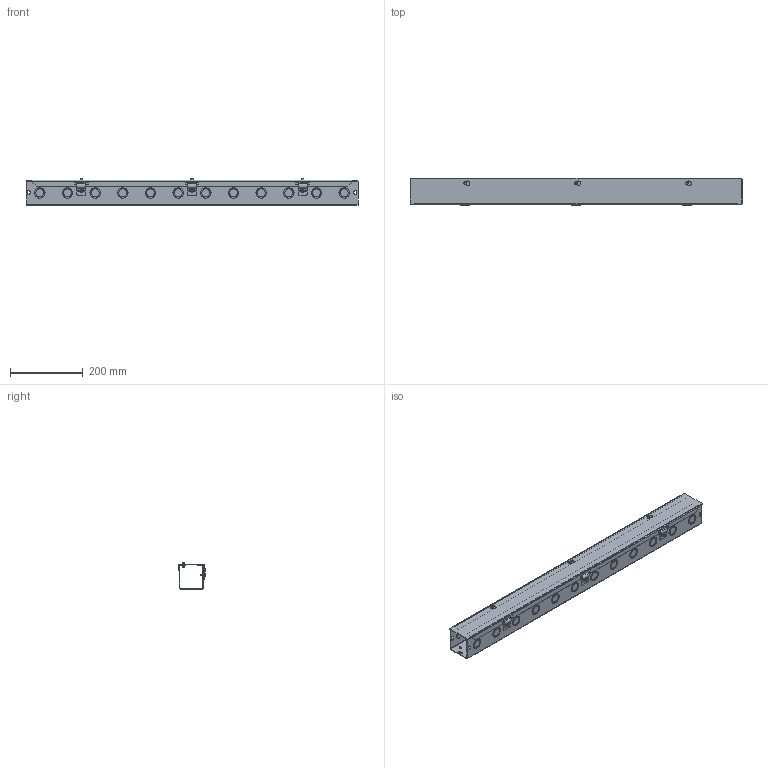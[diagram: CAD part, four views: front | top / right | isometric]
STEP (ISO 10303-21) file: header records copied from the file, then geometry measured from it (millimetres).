
FILE_DESCRIPTION(/* description */ ('HS_BLR 2.5X2.5X36'),/* implementation_level */ '2;1');
FILE_NAME(/* name */ 'HS223.stp',/* time_stamp */ '2017-06-12T12:17:48+06:00',/* author */ ('vdas'),/* organization */ (''),/* preprocessor_version */ 'ST-DEVELOPER v16.1',/* originating_system */ 'Autodesk Inventor 2016',/* authorisation */ '');
FILE_SCHEMA (('AUTOMOTIVE_DESIGN { 1 0 10303 214 3 1 1 }'));
Length unit declared in the file: inch
Products named in the file (5): HS223BLR; HS223LID; 372141; 31816; HS223
Assembly tree (11 placements, depth 2):
  HS223
    HS223BLR
    HS223LID
    372141  x6
    31816  x3
Bounding box: 914.4 x 76.64 x 71.69 mm (x, y, z)
Volume: 478669.8 mm3; surface area: 608743.9 mm2
Topology: 11 solids, 11 shells, 849 faces, 2002 edges, 1229 vertices
Faces by surface type: plane 403, cylinder 196, cone 162, torus 78, bspline 10
Full cylindrical faces by diameter (mm): 4.089 x6, 4.595 x48, 6.35 x4, 7.938 x6, 22.225 x24, 28.575 x24
Entity records: 11502 total; most frequent: CARTESIAN_POINT 2213, DIRECTION 1863, ORIENTED_EDGE 1644, EDGE_CURVE 822, AXIS2_PLACEMENT_3D 681, EDGE_LOOP 601, VERTEX_POINT 581, LINE 501
